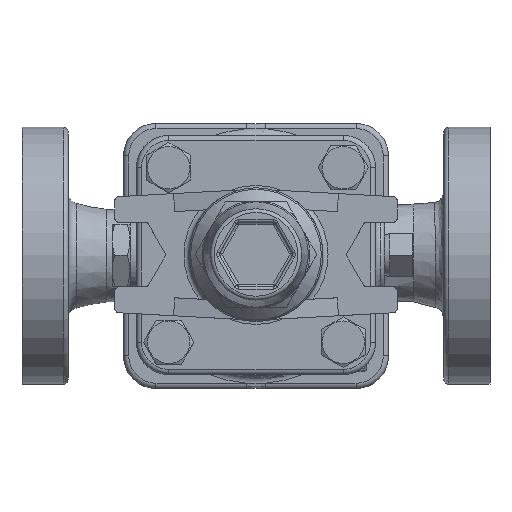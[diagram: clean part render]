
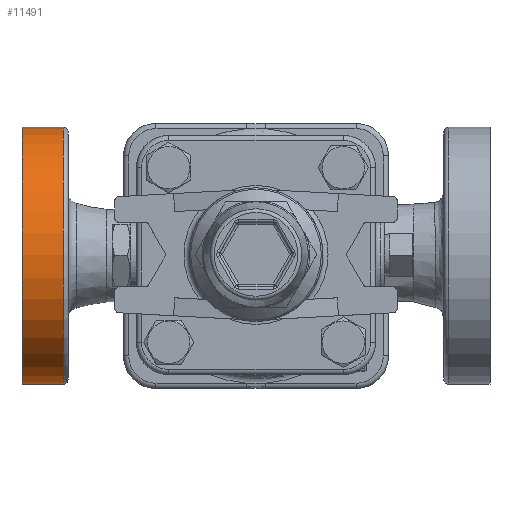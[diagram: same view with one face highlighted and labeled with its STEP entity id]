
A CAD part, top view. The second image highlights one B-rep face of the part: STEP entity #11491.
In plain terms, the highlighted cylindrical face has radius 50 mm (diameter 100 mm), a full revolution.
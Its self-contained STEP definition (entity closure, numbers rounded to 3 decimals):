
#875=CYLINDRICAL_SURFACE('',#12672,50.);
#1098=FACE_BOUND('',#3271,.T.);
#1680=CIRCLE('',#12671,50.);
#1681=CIRCLE('',#12673,50.);
#2397=FACE_OUTER_BOUND('',#3270,.T.);
#3270=EDGE_LOOP('',(#10448));
#3271=EDGE_LOOP('',(#10449));
#5558=VERTEX_POINT('',#33580);
#5559=VERTEX_POINT('',#33583);
#7202=EDGE_CURVE('',#5558,#5558,#1680,.T.);
#7203=EDGE_CURVE('',#5559,#5559,#1681,.T.);
#10448=ORIENTED_EDGE('',*,*,#7203,.T.);
#10449=ORIENTED_EDGE('',*,*,#7202,.F.);
#11491=ADVANCED_FACE('',(#2397,#1098),#875,.T.);
#12671=AXIS2_PLACEMENT_3D('',#33581,#15614,#15615);
#12672=AXIS2_PLACEMENT_3D('',#33582,#15616,#15617);
#12673=AXIS2_PLACEMENT_3D('',#33584,#15618,#15619);
#15614=DIRECTION('center_axis',(1.,0.,0.));
#15615=DIRECTION('ref_axis',(0.,0.,1.));
#15616=DIRECTION('center_axis',(1.,0.,0.));
#15617=DIRECTION('ref_axis',(0.,0.,1.));
#15618=DIRECTION('center_axis',(1.,0.,0.));
#15619=DIRECTION('ref_axis',(0.,0.,1.));
#33580=CARTESIAN_POINT('',(-75.,0.,28.));
#33581=CARTESIAN_POINT('Origin',(-75.,0.,78.));
#33582=CARTESIAN_POINT('Origin',(-73.,0.,78.));
#33583=CARTESIAN_POINT('',(-91.,0.,28.));
#33584=CARTESIAN_POINT('Origin',(-91.,0.,78.));
